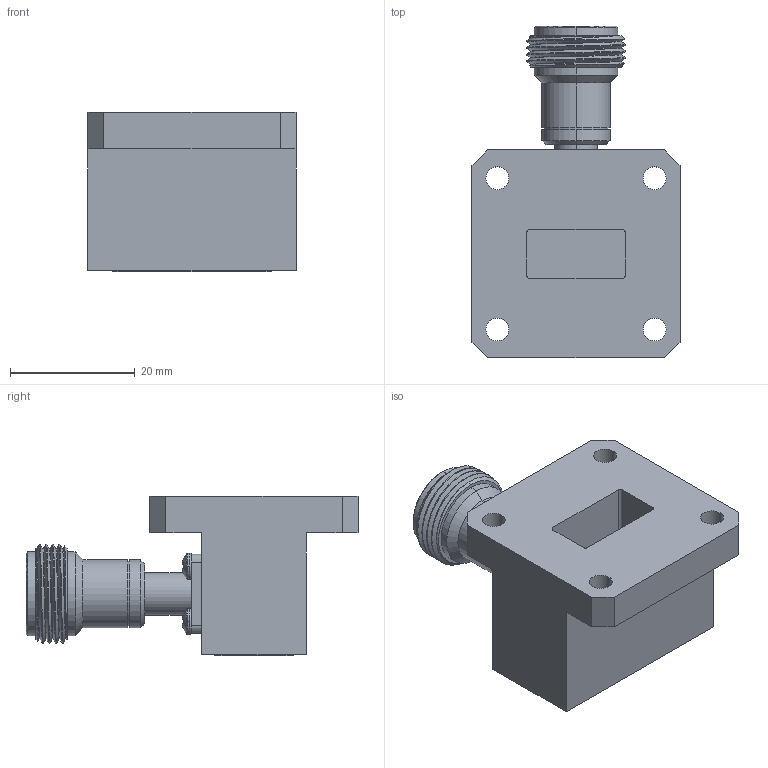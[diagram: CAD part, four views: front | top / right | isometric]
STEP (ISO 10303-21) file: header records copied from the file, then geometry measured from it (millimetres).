
FILE_DESCRIPTION (( 'STEP AP203' ), '1' );
FILE_NAME ('PE9875.step', '2018-06-20T15:56:51', ( '' ), ( '' ), 'SwSTEP 2.0', 'SolidWorks 2017', '' );
FILE_SCHEMA (( 'CONFIG_CONTROL_DESIGN' ));
Length unit declared in the file: inch
Products named in the file (1): PE9875
Bounding box: 33.38 x 53.26 x 25.53 mm (x, y, z)
Volume: 16533.9 mm3; surface area: 8026.7 mm2
Topology: 1 solids, 1 shells, 744 faces, 2015 edges, 1335 vertices
Faces by surface type: plane 388, bspline 209, cylinder 103, cone 44
Entity records: 34560 total; most frequent: CARTESIAN_POINT 17404, ORIENTED_EDGE 4030, DIRECTION 2710, EDGE_CURVE 2015, VERTEX_POINT 1335, VECTOR 1182, LINE 1182, EDGE_LOOP 814
